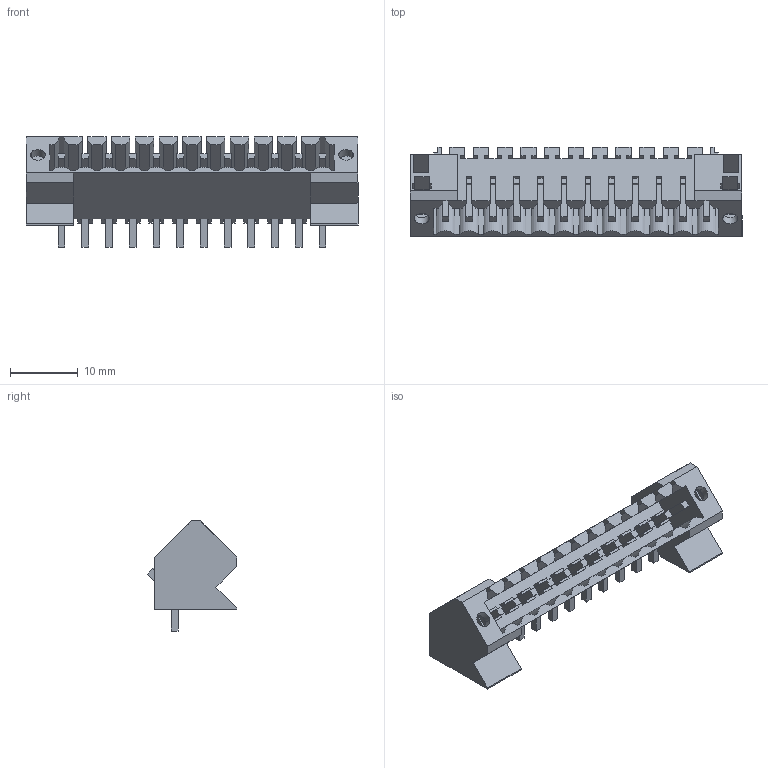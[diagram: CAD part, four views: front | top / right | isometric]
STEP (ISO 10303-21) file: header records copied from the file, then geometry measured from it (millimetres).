
FILE_DESCRIPTION(('CATIA V5 STEP Exchange','CAx-IF Rec.Pracs.--- Model Styling and Organization---1.2---2011-12-15'),'2;1');
FILE_NAME ('D1446370_0_1003620000_1003620000.stp','2018-03-23T12:19:11+00:00',('none'),('Weidmueller'),'CATIA Version 5-6 Release 2014','CATIA V5 STEP AP214','none');
FILE_SCHEMA(('AUTOMOTIVE_DESIGN { 1 0 10303 214 1 1 1 1 }'));
Length unit declared in the file: millimetre
Products named in the file (1): 1003620000
Bounding box: 48.95 x 13.15 x 16.23 mm (x, y, z)
Volume: 2177 mm3; surface area: 5160.4 mm2
Topology: 13 solids, 13 shells, 698 faces, 2099 edges, 1433 vertices
Faces by surface type: plane 682, cylinder 16
Entity records: 21493 total; most frequent: ORIENTED_EDGE 4198, CARTESIAN_POINT 3900, DIRECTION 2753, EDGE_CURVE 2099, VECTOR 2063, LINE 2063, VERTEX_POINT 1433, EDGE_LOOP 744
